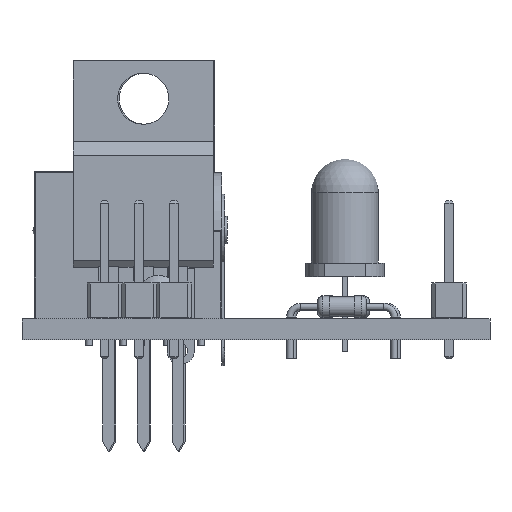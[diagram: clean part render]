
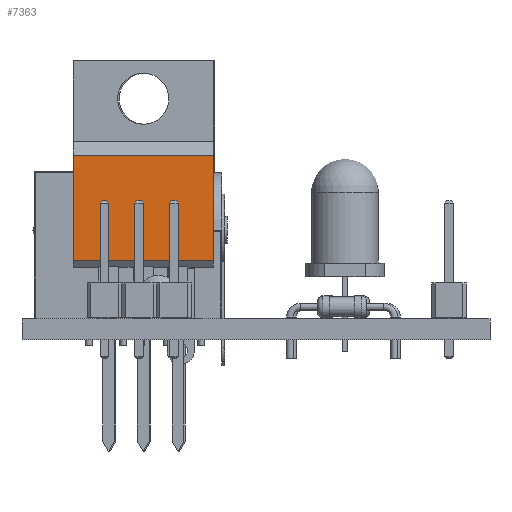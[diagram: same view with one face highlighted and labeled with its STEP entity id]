
A CAD part, front view. The second image highlights one B-rep face of the part: STEP entity #7363.
In plain terms, the highlighted planar face has unit normal (0, -1, 0).
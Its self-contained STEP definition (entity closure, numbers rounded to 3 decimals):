
#7187 = VERTEX_POINT('',#7188);
#7188 = CARTESIAN_POINT('',(-2.585,-1.295,4.185));
#7194 = EDGE_CURVE('',#7187,#7195,#7197,.T.);
#7195 = VERTEX_POINT('',#7196);
#7196 = CARTESIAN_POINT('',(-2.585,-1.295,11.875));
#7197 = LINE('',#7198,#7199);
#7198 = CARTESIAN_POINT('',(-2.585,-1.295,4.185));
#7199 = VECTOR('',#7200,1.);
#7200 = DIRECTION('',(0.,0.,1.));
#7346 = VERTEX_POINT('',#7347);
#7347 = CARTESIAN_POINT('',(7.665,-1.295,4.185));
#7353 = EDGE_CURVE('',#7187,#7346,#7354,.T.);
#7354 = LINE('',#7355,#7356);
#7355 = CARTESIAN_POINT('',(-2.585,-1.295,4.185));
#7356 = VECTOR('',#7357,1.);
#7357 = DIRECTION('',(1.,0.,0.));
#7363 = ADVANCED_FACE('',(#7364),#7382,.T.);
#7364 = FACE_BOUND('',#7365,.T.);
#7365 = EDGE_LOOP('',(#7366,#7367,#7375,#7381));
#7366 = ORIENTED_EDGE('',*,*,#7353,.T.);
#7367 = ORIENTED_EDGE('',*,*,#7368,.T.);
#7368 = EDGE_CURVE('',#7346,#7369,#7371,.T.);
#7369 = VERTEX_POINT('',#7370);
#7370 = CARTESIAN_POINT('',(7.665,-1.295,11.875));
#7371 = LINE('',#7372,#7373);
#7372 = CARTESIAN_POINT('',(7.665,-1.295,4.185));
#7373 = VECTOR('',#7374,1.);
#7374 = DIRECTION('',(0.,0.,1.));
#7375 = ORIENTED_EDGE('',*,*,#7376,.F.);
#7376 = EDGE_CURVE('',#7195,#7369,#7377,.T.);
#7377 = LINE('',#7378,#7379);
#7378 = CARTESIAN_POINT('',(-2.585,-1.295,11.875));
#7379 = VECTOR('',#7380,1.);
#7380 = DIRECTION('',(1.,0.,0.));
#7381 = ORIENTED_EDGE('',*,*,#7194,.F.);
#7382 = PLANE('',#7383);
#7383 = AXIS2_PLACEMENT_3D('',#7384,#7385,#7386);
#7384 = CARTESIAN_POINT('',(-2.585,-1.295,4.185));
#7385 = DIRECTION('',(0.,-1.,0.));
#7386 = DIRECTION('',(0.,0.,1.));
